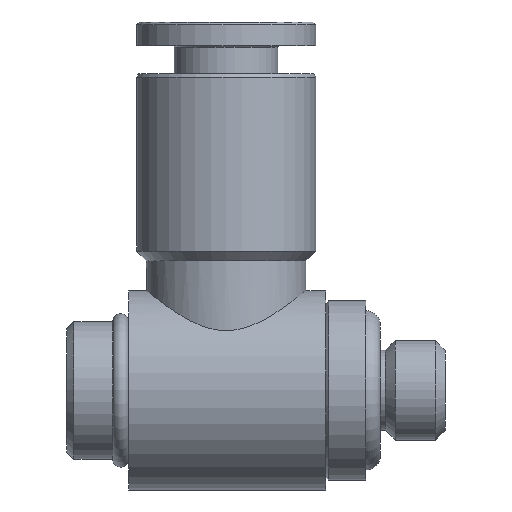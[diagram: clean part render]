
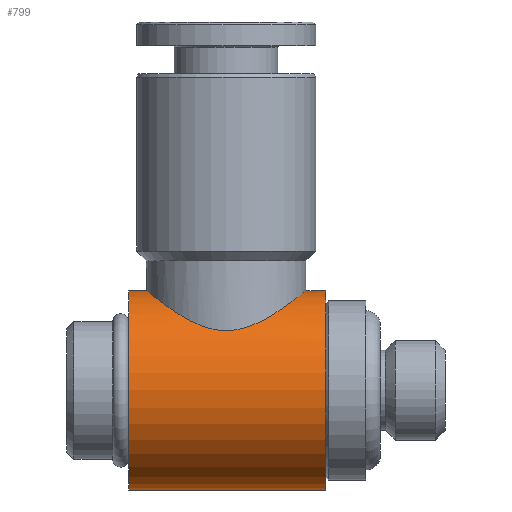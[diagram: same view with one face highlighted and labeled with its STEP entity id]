
A CAD part, left-side view. The second image highlights one B-rep face of the part: STEP entity #799.
In plain terms, the highlighted cylindrical face has radius 5 mm (diameter 10 mm), a full revolution.
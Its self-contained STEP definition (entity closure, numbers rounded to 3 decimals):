
#74=B_SPLINE_CURVE_WITH_KNOTS('',3,(#1090,#1091,#1092,#1093,#1094,#1095,
#1096,#1097,#1098,#1099,#1100,#1101,#1102,#1103,#1104,#1105,#1106,#1107,
#1108,#1109,#1110),.UNSPECIFIED.,.T.,.F.,(1,1,1,1,1,1,1,1,1,1,1,1,1,1,1,
1,1,1,1,1,1,1,1,1,1),(-0.005,-0.003,-0.002,
0.,0.002,0.003,0.005,0.007,
0.008,0.01,0.012,0.013,
0.015,0.017,0.018,0.019,
0.02,0.021,0.021,0.023,
0.025,0.026,0.028,0.03,
0.031),.UNSPECIFIED.);
#107=ORIENTED_EDGE('',*,*,#205,.F.);
#108=ORIENTED_EDGE('',*,*,#206,.T.);
#109=ORIENTED_EDGE('',*,*,#194,.T.);
#194=EDGE_CURVE('',#248,#248,#74,.T.);
#205=EDGE_CURVE('',#259,#259,#304,.T.);
#206=EDGE_CURVE('',#260,#260,#305,.T.);
#248=VERTEX_POINT('',#1111);
#259=VERTEX_POINT('',#1144);
#260=VERTEX_POINT('',#1146);
#304=CIRCLE('',#861,5.);
#305=CIRCLE('',#862,5.);
#349=EDGE_LOOP('',(#107));
#350=EDGE_LOOP('',(#108));
#351=EDGE_LOOP('',(#109));
#426=FACE_BOUND('',#349,.T.);
#427=FACE_BOUND('',#350,.T.);
#428=FACE_BOUND('',#351,.T.);
#484=CYLINDRICAL_SURFACE('',#860,5.);
#799=ADVANCED_FACE('',(#426,#427,#428),#484,.T.);
#860=AXIS2_PLACEMENT_3D('',#1142,#965,#966);
#861=AXIS2_PLACEMENT_3D('',#1143,#967,#968);
#862=AXIS2_PLACEMENT_3D('',#1145,#969,#970);
#965=DIRECTION('',(0.,-1.,0.));
#966=DIRECTION('',(0.,0.,-1.));
#967=DIRECTION('',(0.,-1.,0.));
#968=DIRECTION('',(0.,0.,-1.));
#969=DIRECTION('',(0.,-1.,0.));
#970=DIRECTION('',(0.,0.,-1.));
#1090=CARTESIAN_POINT('',(1.674,-3.753,4.799));
#1091=CARTESIAN_POINT('',(-0.005,-4.122,5.099));
#1092=CARTESIAN_POINT('',(-1.655,-3.759,4.804));
#1093=CARTESIAN_POINT('',(-2.92,-2.861,4.127));
#1094=CARTESIAN_POINT('',(-3.755,-1.646,3.343));
#1095=CARTESIAN_POINT('',(-4.12,-0.009,2.831));
#1096=CARTESIAN_POINT('',(-3.764,1.625,3.332));
#1097=CARTESIAN_POINT('',(-2.931,2.849,4.119));
#1098=CARTESIAN_POINT('',(-1.676,3.75,4.796));
#1099=CARTESIAN_POINT('',(-0.024,4.121,5.098));
#1100=CARTESIAN_POINT('',(1.641,3.767,4.811));
#1101=CARTESIAN_POINT('',(2.915,2.871,4.131));
#1102=CARTESIAN_POINT('',(3.612,1.845,3.479));
#1103=CARTESIAN_POINT('',(3.937,0.85,3.086));
#1104=CARTESIAN_POINT('',(4.03,0.014,2.959));
#1105=CARTESIAN_POINT('',(3.943,-0.821,3.078));
#1106=CARTESIAN_POINT('',(3.625,-1.822,3.466));
#1107=CARTESIAN_POINT('',(2.927,-2.856,4.121));
#1108=CARTESIAN_POINT('',(1.674,-3.753,4.799));
#1109=CARTESIAN_POINT('',(-0.005,-4.122,5.099));
#1110=CARTESIAN_POINT('',(-1.655,-3.759,4.804));
#1111=CARTESIAN_POINT('',(0.,-4.,5.));
#1142=CARTESIAN_POINT('',(0.,-11.,0.));
#1143=CARTESIAN_POINT('',(0.,-5.,0.));
#1144=CARTESIAN_POINT('',(0.,-5.,-5.));
#1145=CARTESIAN_POINT('',(0.,4.9,0.));
#1146=CARTESIAN_POINT('',(0.,4.9,-5.));
